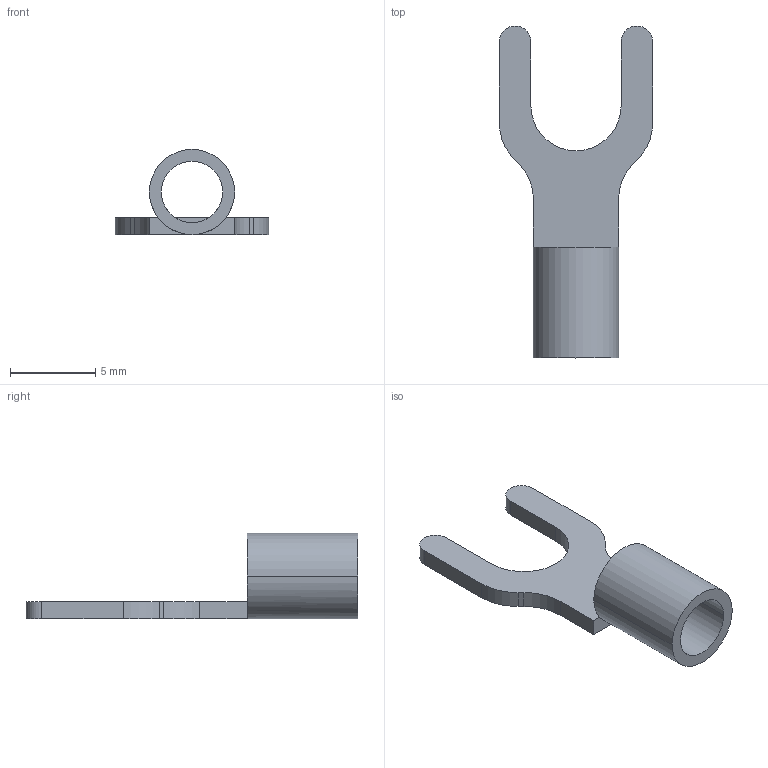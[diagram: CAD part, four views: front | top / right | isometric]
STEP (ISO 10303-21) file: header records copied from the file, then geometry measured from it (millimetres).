
FILE_DESCRIPTION(('SolidDesigner STEP Export'),'2;1');
FILE_NAME('3240149_C_FC_6_M5-select.stp','2017-06-19T 7:23:05',(''),(''),'Creo Elements/Direct Modeling STEP processor for AP214 (Solid Model)','Creo Elements/Direct Modeling 18.1I 13-Aug-2016 (C) Parametric Technology GmbH','');
FILE_SCHEMA(('AUTOMOTIVE_DESIGN { 1 0 10303 214 1 1 1 1 }'));
Length unit declared in the file: millimetre
Products named in the file (2): 3240149_C_FC_6_M5-select
Assembly tree (1 placements, depth 2):
  3240149_C_FC_6_M5-select
    3240149_C_FC_6_M5-select
Bounding box: 9 x 19.5 x 5 mm (x, y, z)
Volume: 121.7 mm3; surface area: 362.2 mm2
Topology: 1 solids, 1 shells, 26 faces, 70 edges, 45 vertices
Faces by surface type: plane 15, cylinder 11
Entity records: 809 total; most frequent: ORIENTED_EDGE 140, DIRECTION 131, CARTESIAN_POINT 130, EDGE_CURVE 70, AXIS2_PLACEMENT_3D 46, VERTEX_POINT 45, VECTOR 39, LINE 39
